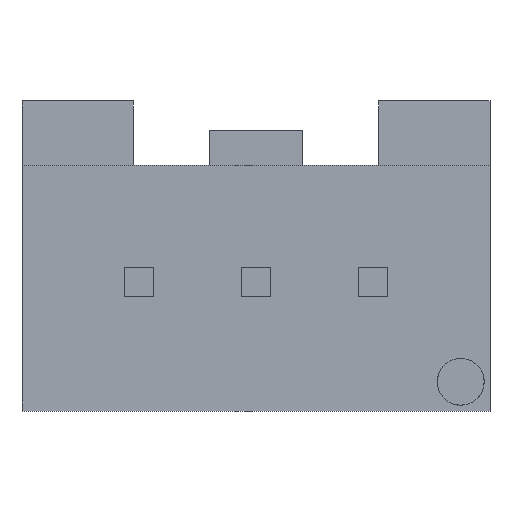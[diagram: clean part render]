
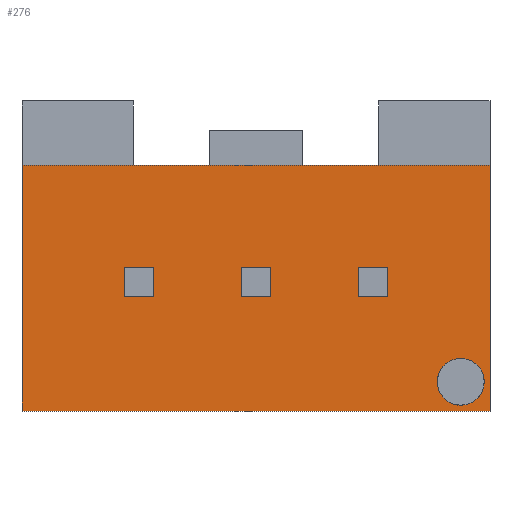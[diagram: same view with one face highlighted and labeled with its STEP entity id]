
A CAD part, front view. The second image highlights one B-rep face of the part: STEP entity #276.
In plain terms, the highlighted planar face has unit normal (0, -1, 0).
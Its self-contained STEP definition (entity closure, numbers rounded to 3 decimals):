
#106=AXIS2_PLACEMENT_3D('Plane Axis2P3D',#103,#104,#105) ;
#41=CARTESIAN_POINT('Vertex',(-0.25,-3.85,-0.25)) ;
#46=CARTESIAN_POINT('Line Origine',(0.,-3.85,-0.25)) ;
#50=CARTESIAN_POINT('Vertex',(0.25,-3.85,-0.25)) ;
#81=CARTESIAN_POINT('Vertex',(-0.25,-3.85,0.25)) ;
#86=CARTESIAN_POINT('Line Origine',(-0.25,-3.85,0.)) ;
#103=CARTESIAN_POINT('Axis2P3D Location',(-4.,-3.85,3.1)) ;
#108=CARTESIAN_POINT('Line Origine',(4.,-3.85,-0.1)) ;
#112=CARTESIAN_POINT('Vertex',(4.,-3.85,2.)) ;
#114=CARTESIAN_POINT('Vertex',(4.,-3.85,-2.2)) ;
#117=CARTESIAN_POINT('Line Origine',(0.,-3.85,2.)) ;
#121=CARTESIAN_POINT('Vertex',(-4.,-3.85,2.)) ;
#124=CARTESIAN_POINT('Line Origine',(-4.,-3.85,-0.1)) ;
#128=CARTESIAN_POINT('Vertex',(-4.,-3.85,-2.2)) ;
#131=CARTESIAN_POINT('Line Origine',(0.,-3.85,-2.2)) ;
#142=CARTESIAN_POINT('Line Origine',(0.,-3.85,0.25)) ;
#146=CARTESIAN_POINT('Vertex',(0.25,-3.85,0.25)) ;
#149=CARTESIAN_POINT('Line Origine',(0.25,-3.85,0.)) ;
#161=CARTESIAN_POINT('Control Point',(3.5,-3.85,-1.3)) ;
#162=CARTESIAN_POINT('Control Point',(3.438,-3.85,-1.3)) ;
#163=CARTESIAN_POINT('Control Point',(3.376,-3.85,-1.312)) ;
#164=CARTESIAN_POINT('Control Point',(3.317,-3.85,-1.336)) ;
#165=CARTESIAN_POINT('Control Point',(3.212,-3.85,-1.406)) ;
#166=CARTESIAN_POINT('Control Point',(3.14,-3.85,-1.509)) ;
#167=CARTESIAN_POINT('Control Point',(3.115,-3.85,-1.568)) ;
#168=CARTESIAN_POINT('Control Point',(3.088,-3.85,-1.691)) ;
#169=CARTESIAN_POINT('Control Point',(3.109,-3.85,-1.816)) ;
#170=CARTESIAN_POINT('Control Point',(3.132,-3.85,-1.875)) ;
#171=CARTESIAN_POINT('Control Point',(3.199,-3.85,-1.982)) ;
#172=CARTESIAN_POINT('Control Point',(3.302,-3.85,-2.056)) ;
#173=CARTESIAN_POINT('Control Point',(3.359,-3.85,-2.082)) ;
#174=CARTESIAN_POINT('Control Point',(3.424,-3.85,-2.098)) ;
#175=CARTESIAN_POINT('Control Point',(3.49,-3.85,-2.1)) ;
#176=CARTESIAN_POINT('Control Point',(3.493,-3.85,-2.1)) ;
#177=CARTESIAN_POINT('Control Point',(3.497,-3.85,-2.1)) ;
#178=CARTESIAN_POINT('Control Point',(3.5,-3.85,-2.1)) ;
#179=CARTESIAN_POINT('Vertex',(3.5,-3.85,-1.3)) ;
#181=CARTESIAN_POINT('Vertex',(3.5,-3.85,-2.1)) ;
#185=CARTESIAN_POINT('Control Point',(3.5,-3.85,-2.1)) ;
#186=CARTESIAN_POINT('Control Point',(3.562,-3.85,-2.1)) ;
#187=CARTESIAN_POINT('Control Point',(3.624,-3.85,-2.088)) ;
#188=CARTESIAN_POINT('Control Point',(3.683,-3.85,-2.064)) ;
#189=CARTESIAN_POINT('Control Point',(3.788,-3.85,-1.994)) ;
#190=CARTESIAN_POINT('Control Point',(3.86,-3.85,-1.891)) ;
#191=CARTESIAN_POINT('Control Point',(3.885,-3.85,-1.832)) ;
#192=CARTESIAN_POINT('Control Point',(3.912,-3.85,-1.709)) ;
#193=CARTESIAN_POINT('Control Point',(3.891,-3.85,-1.584)) ;
#194=CARTESIAN_POINT('Control Point',(3.868,-3.85,-1.525)) ;
#195=CARTESIAN_POINT('Control Point',(3.801,-3.85,-1.418)) ;
#196=CARTESIAN_POINT('Control Point',(3.698,-3.85,-1.344)) ;
#197=CARTESIAN_POINT('Control Point',(3.641,-3.85,-1.318)) ;
#198=CARTESIAN_POINT('Control Point',(3.576,-3.85,-1.302)) ;
#199=CARTESIAN_POINT('Control Point',(3.51,-3.85,-1.3)) ;
#200=CARTESIAN_POINT('Control Point',(3.507,-3.85,-1.3)) ;
#201=CARTESIAN_POINT('Control Point',(3.503,-3.85,-1.3)) ;
#202=CARTESIAN_POINT('Control Point',(3.5,-3.85,-1.3)) ;
#208=CARTESIAN_POINT('Line Origine',(-2.25,-3.85,0.)) ;
#212=CARTESIAN_POINT('Vertex',(-2.25,-3.85,0.25)) ;
#214=CARTESIAN_POINT('Vertex',(-2.25,-3.85,-0.25)) ;
#217=CARTESIAN_POINT('Line Origine',(-2.,-3.85,0.25)) ;
#221=CARTESIAN_POINT('Vertex',(-1.75,-3.85,0.25)) ;
#224=CARTESIAN_POINT('Line Origine',(-1.75,-3.85,0.)) ;
#228=CARTESIAN_POINT('Vertex',(-1.75,-3.85,-0.25)) ;
#231=CARTESIAN_POINT('Line Origine',(-2.,-3.85,-0.25)) ;
#242=CARTESIAN_POINT('Line Origine',(1.75,-3.85,0.)) ;
#246=CARTESIAN_POINT('Vertex',(1.75,-3.85,0.25)) ;
#248=CARTESIAN_POINT('Vertex',(1.75,-3.85,-0.25)) ;
#251=CARTESIAN_POINT('Line Origine',(2.,-3.85,0.25)) ;
#255=CARTESIAN_POINT('Vertex',(2.25,-3.85,0.25)) ;
#258=CARTESIAN_POINT('Line Origine',(2.25,-3.85,0.)) ;
#262=CARTESIAN_POINT('Vertex',(2.25,-3.85,-0.25)) ;
#265=CARTESIAN_POINT('Line Origine',(2.,-3.85,-0.25)) ;
#47=DIRECTION('Vector Direction',(1.,0.,0.)) ;
#87=DIRECTION('Vector Direction',(0.,0.,-1.)) ;
#104=DIRECTION('Axis2P3D Direction',(0.,1.,0.)) ;
#105=DIRECTION('Axis2P3D XDirection',(0.,0.,1.)) ;
#109=DIRECTION('Vector Direction',(0.,0.,-1.)) ;
#118=DIRECTION('Vector Direction',(-1.,0.,0.)) ;
#125=DIRECTION('Vector Direction',(0.,0.,-1.)) ;
#132=DIRECTION('Vector Direction',(1.,0.,0.)) ;
#143=DIRECTION('Vector Direction',(-1.,0.,0.)) ;
#150=DIRECTION('Vector Direction',(0.,0.,1.)) ;
#209=DIRECTION('Vector Direction',(0.,0.,-1.)) ;
#218=DIRECTION('Vector Direction',(-1.,0.,0.)) ;
#225=DIRECTION('Vector Direction',(0.,0.,1.)) ;
#232=DIRECTION('Vector Direction',(1.,0.,0.)) ;
#243=DIRECTION('Vector Direction',(0.,0.,-1.)) ;
#252=DIRECTION('Vector Direction',(-1.,0.,0.)) ;
#259=DIRECTION('Vector Direction',(0.,0.,1.)) ;
#266=DIRECTION('Vector Direction',(1.,0.,0.)) ;
#48=VECTOR('Line Direction',#47,1.) ;
#88=VECTOR('Line Direction',#87,1.) ;
#110=VECTOR('Line Direction',#109,1.) ;
#119=VECTOR('Line Direction',#118,1.) ;
#126=VECTOR('Line Direction',#125,1.) ;
#133=VECTOR('Line Direction',#132,1.) ;
#144=VECTOR('Line Direction',#143,1.) ;
#151=VECTOR('Line Direction',#150,1.) ;
#210=VECTOR('Line Direction',#209,1.) ;
#219=VECTOR('Line Direction',#218,1.) ;
#226=VECTOR('Line Direction',#225,1.) ;
#233=VECTOR('Line Direction',#232,1.) ;
#244=VECTOR('Line Direction',#243,1.) ;
#253=VECTOR('Line Direction',#252,1.) ;
#260=VECTOR('Line Direction',#259,1.) ;
#267=VECTOR('Line Direction',#266,1.) ;
#137=ORIENTED_EDGE('',*,*,#116,.F.) ;
#138=ORIENTED_EDGE('',*,*,#123,.T.) ;
#139=ORIENTED_EDGE('',*,*,#130,.T.) ;
#140=ORIENTED_EDGE('',*,*,#135,.T.) ;
#155=ORIENTED_EDGE('',*,*,#90,.F.) ;
#156=ORIENTED_EDGE('',*,*,#148,.F.) ;
#157=ORIENTED_EDGE('',*,*,#153,.F.) ;
#158=ORIENTED_EDGE('',*,*,#52,.F.) ;
#205=ORIENTED_EDGE('',*,*,#183,.F.) ;
#206=ORIENTED_EDGE('',*,*,#203,.F.) ;
#237=ORIENTED_EDGE('',*,*,#216,.F.) ;
#238=ORIENTED_EDGE('',*,*,#223,.F.) ;
#239=ORIENTED_EDGE('',*,*,#230,.F.) ;
#240=ORIENTED_EDGE('',*,*,#235,.F.) ;
#271=ORIENTED_EDGE('',*,*,#250,.F.) ;
#272=ORIENTED_EDGE('',*,*,#257,.F.) ;
#273=ORIENTED_EDGE('',*,*,#264,.F.) ;
#274=ORIENTED_EDGE('',*,*,#269,.F.) ;
#159=FACE_BOUND('',#154,.T.) ;
#207=FACE_BOUND('',#204,.T.) ;
#241=FACE_BOUND('',#236,.T.) ;
#275=FACE_BOUND('',#270,.T.) ;
#276=ADVANCED_FACE('',(#141,#159,#207,#241,#275),#107,.F.) ;
#160=B_SPLINE_CURVE_WITH_KNOTS('',5,(#161,#162,#163,#164,#165,#166,#167,#168,#169,#170,#171,#172,#173,#174,#175,#176,#177,#178),.UNSPECIFIED.,.F.,.U.,(6,3,3,3,3,6),(0.,0.438,0.876,1.314,1.753,1.777),.UNSPECIFIED.) ;
#184=B_SPLINE_CURVE_WITH_KNOTS('',5,(#185,#186,#187,#188,#189,#190,#191,#192,#193,#194,#195,#196,#197,#198,#199,#200,#201,#202),.UNSPECIFIED.,.F.,.U.,(6,3,3,3,3,6),(0.,0.438,0.876,1.314,1.753,1.777),.UNSPECIFIED.) ;
#52=EDGE_CURVE('',#42,#51,#49,.T.) ;
#90=EDGE_CURVE('',#82,#42,#89,.T.) ;
#116=EDGE_CURVE('',#113,#115,#111,.T.) ;
#123=EDGE_CURVE('',#113,#122,#120,.T.) ;
#130=EDGE_CURVE('',#122,#129,#127,.T.) ;
#135=EDGE_CURVE('',#129,#115,#134,.T.) ;
#148=EDGE_CURVE('',#147,#82,#145,.T.) ;
#153=EDGE_CURVE('',#51,#147,#152,.T.) ;
#183=EDGE_CURVE('',#180,#182,#160,.T.) ;
#203=EDGE_CURVE('',#182,#180,#184,.T.) ;
#216=EDGE_CURVE('',#213,#215,#211,.T.) ;
#223=EDGE_CURVE('',#222,#213,#220,.T.) ;
#230=EDGE_CURVE('',#229,#222,#227,.T.) ;
#235=EDGE_CURVE('',#215,#229,#234,.T.) ;
#250=EDGE_CURVE('',#247,#249,#245,.T.) ;
#257=EDGE_CURVE('',#256,#247,#254,.T.) ;
#264=EDGE_CURVE('',#263,#256,#261,.T.) ;
#269=EDGE_CURVE('',#249,#263,#268,.T.) ;
#136=EDGE_LOOP('',(#137,#138,#139,#140)) ;
#154=EDGE_LOOP('',(#155,#156,#157,#158)) ;
#204=EDGE_LOOP('',(#205,#206)) ;
#236=EDGE_LOOP('',(#237,#238,#239,#240)) ;
#270=EDGE_LOOP('',(#271,#272,#273,#274)) ;
#141=FACE_OUTER_BOUND('',#136,.T.) ;
#49=LINE('Line',#46,#48) ;
#89=LINE('Line',#86,#88) ;
#111=LINE('Line',#108,#110) ;
#120=LINE('Line',#117,#119) ;
#127=LINE('Line',#124,#126) ;
#134=LINE('Line',#131,#133) ;
#145=LINE('Line',#142,#144) ;
#152=LINE('Line',#149,#151) ;
#211=LINE('Line',#208,#210) ;
#220=LINE('Line',#217,#219) ;
#227=LINE('Line',#224,#226) ;
#234=LINE('Line',#231,#233) ;
#245=LINE('Line',#242,#244) ;
#254=LINE('Line',#251,#253) ;
#261=LINE('Line',#258,#260) ;
#268=LINE('Line',#265,#267) ;
#107=PLANE('Plane',#106) ;
#42=VERTEX_POINT('',#41) ;
#51=VERTEX_POINT('',#50) ;
#82=VERTEX_POINT('',#81) ;
#113=VERTEX_POINT('',#112) ;
#115=VERTEX_POINT('',#114) ;
#122=VERTEX_POINT('',#121) ;
#129=VERTEX_POINT('',#128) ;
#147=VERTEX_POINT('',#146) ;
#180=VERTEX_POINT('',#179) ;
#182=VERTEX_POINT('',#181) ;
#213=VERTEX_POINT('',#212) ;
#215=VERTEX_POINT('',#214) ;
#222=VERTEX_POINT('',#221) ;
#229=VERTEX_POINT('',#228) ;
#247=VERTEX_POINT('',#246) ;
#249=VERTEX_POINT('',#248) ;
#256=VERTEX_POINT('',#255) ;
#263=VERTEX_POINT('',#262) ;
